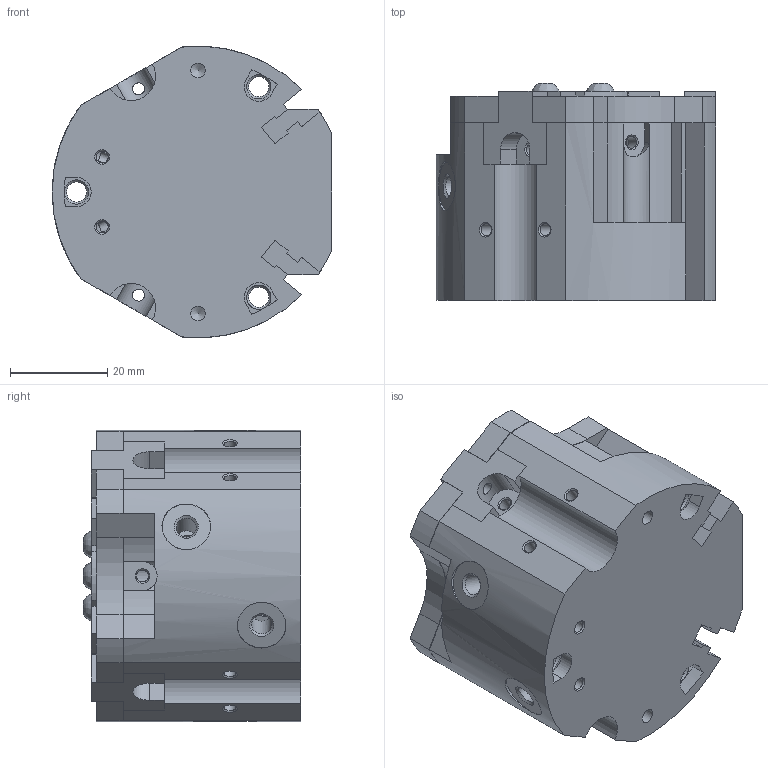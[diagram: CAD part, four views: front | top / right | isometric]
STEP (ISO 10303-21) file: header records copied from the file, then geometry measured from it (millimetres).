
FILE_DESCRIPTION( ( 'STEP AP203' ), '1' );
FILE_NAME( 'QPG306S_OP060NST_0_2_03.stp', ' ', ( ' ' ), ( ' ' ), 'PSStep 15.0.47', 'PARTsolutions', ' ' );
FILE_SCHEMA( ( 'CONFIG_CONTROL_DESIGN' ) );
Length unit declared in the file: millimetre
Products named in the file (3): QPG306S OP060NST 0; _QPG306-001; _OPG205S-009
Assembly tree (4 placements, depth 2):
  QPG306S OP060NST 0
    _QPG306-001
    _OPG205S-009  x3
Bounding box: 57.5 x 44.65 x 59.99 mm (x, y, z)
Volume: 93838.8 mm3; surface area: 27362.7 mm2
Topology: 4 solids, 4 shells, 352 faces, 958 edges, 626 vertices
Faces by surface type: plane 217, cylinder 92, cone 40, bspline 3
Full cylindrical faces by diameter (mm): 2 x2, 2.459 x18, 2.5 x2, 3 x2, 4 x3, 4.134 x5, 6 x5, 8 x3, 10 x2
Entity records: 9220 total; most frequent: CARTESIAN_POINT 2047, DIRECTION 1457, ORIENTED_EDGE 1386, EDGE_CURVE 693, VERTEX_POINT 495, AXIS2_PLACEMENT_3D 489, LINE 479, VECTOR 479
